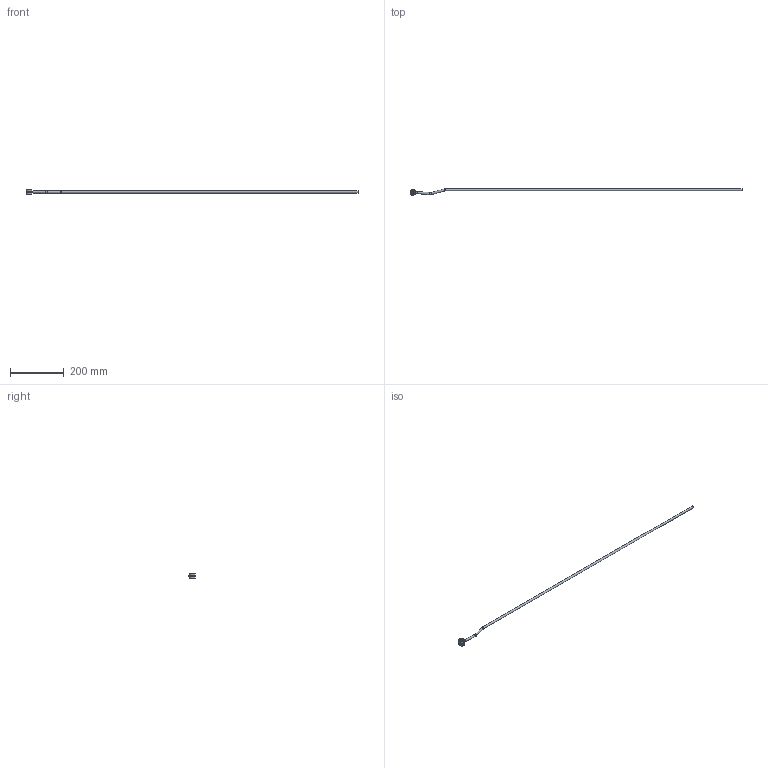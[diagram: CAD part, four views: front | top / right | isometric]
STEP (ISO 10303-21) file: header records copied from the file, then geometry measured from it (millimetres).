
FILE_DESCRIPTION((''),'2;1');
FILE_NAME('16832-48.stp','2013-03-22T11:40:16',('fredp'),(''),'Autodesk Inventor 2013','Autodesk Inventor 2013','');
FILE_SCHEMA(('AUTOMOTIVE_DESIGN { 1 0 10303 214 1 1 1 1 }'));
Length unit declared in the file: inch
Products named in the file (1): 16832-48
Bounding box: 1230.31 x 23.72 x 22.23 mm (x, y, z)
Volume: 65748.9 mm3; surface area: 33820.1 mm2
Topology: 3 solids, 3 shells, 61 faces, 126 edges, 75 vertices
Faces by surface type: cylinder 20, torus 18, plane 15, cone 8
Full cylindrical faces by diameter (mm): 6.604 x2, 6.629 x1, 7.938 x3, 12.649 x4, 22.225 x2
Entity records: 1589 total; most frequent: CARTESIAN_POINT 315, DIRECTION 254, ORIENTED_EDGE 174, AXIS2_PLACEMENT_3D 117, EDGE_LOOP 109, EDGE_CURVE 87, VERTEX_POINT 74, STYLED_ITEM 64
